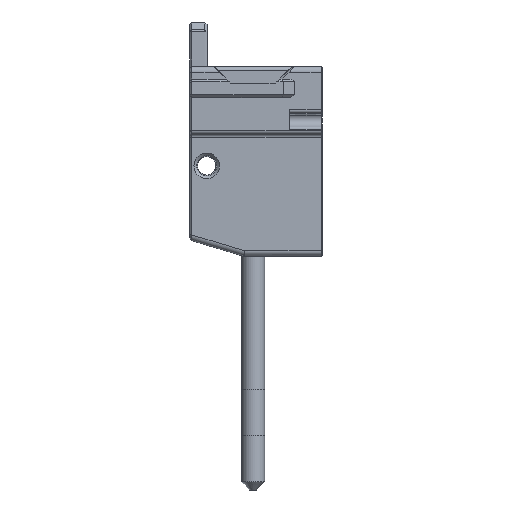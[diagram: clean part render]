
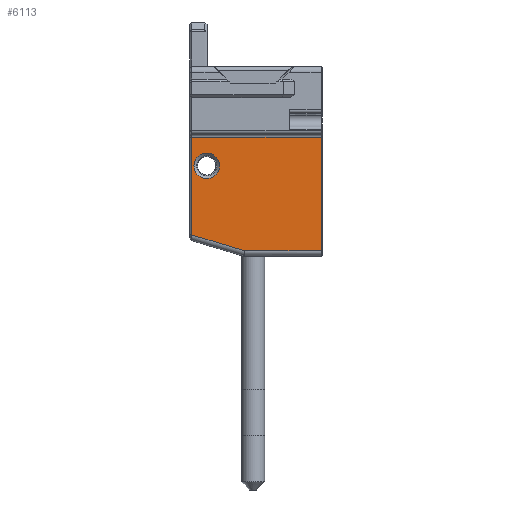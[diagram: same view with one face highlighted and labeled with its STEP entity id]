
A CAD part, left-side view. The second image highlights one B-rep face of the part: STEP entity #6113.
In plain terms, the highlighted planar face has unit normal (-1, 0, 0).
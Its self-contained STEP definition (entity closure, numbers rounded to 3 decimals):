
#218=FACE_BOUND('',#987,.T.);
#272=B_SPLINE_CURVE_WITH_KNOTS('',3,(#9673,#9674,#9675,#9676),
 .UNSPECIFIED.,.F.,.F.,(4,4),(1.456,1.571),
 .UNSPECIFIED.);
#398=PLANE('',#6553);
#603=FACE_OUTER_BOUND('',#986,.T.);
#986=EDGE_LOOP('',(#4491,#4492,#4493,#4494,#4495,#4496));
#987=EDGE_LOOP('',(#4497));
#1375=LINE('',#9201,#1915);
#1431=LINE('',#9665,#1971);
#1432=LINE('',#9669,#1972);
#1433=LINE('',#9671,#1973);
#1434=LINE('',#9677,#1974);
#1915=VECTOR('',#7254,10.);
#1971=VECTOR('',#7384,10.);
#1972=VECTOR('',#7389,10.);
#1973=VECTOR('',#7390,10.);
#1974=VECTOR('',#7391,10.);
#2442=CIRCLE('',#6554,2.35);
#2716=VERTEX_POINT('',#9196);
#2717=VERTEX_POINT('',#9200);
#2759=VERTEX_POINT('',#9664);
#2760=VERTEX_POINT('',#9668);
#2761=VERTEX_POINT('',#9670);
#2762=VERTEX_POINT('',#9672);
#2763=VERTEX_POINT('',#9678);
#3318=EDGE_CURVE('',#2716,#2717,#1375,.T.);
#3400=EDGE_CURVE('',#2759,#2717,#1431,.T.);
#3402=EDGE_CURVE('',#2760,#2716,#1432,.T.);
#3403=EDGE_CURVE('',#2761,#2760,#1433,.T.);
#3404=EDGE_CURVE('',#2762,#2761,#272,.T.);
#3405=EDGE_CURVE('',#2762,#2759,#1434,.T.);
#3406=EDGE_CURVE('',#2763,#2763,#2442,.T.);
#4491=ORIENTED_EDGE('',*,*,#3318,.F.);
#4492=ORIENTED_EDGE('',*,*,#3402,.F.);
#4493=ORIENTED_EDGE('',*,*,#3403,.F.);
#4494=ORIENTED_EDGE('',*,*,#3404,.F.);
#4495=ORIENTED_EDGE('',*,*,#3405,.T.);
#4496=ORIENTED_EDGE('',*,*,#3400,.T.);
#4497=ORIENTED_EDGE('',*,*,#3406,.T.);
#6113=ADVANCED_FACE('',(#603,#218),#398,.T.);
#6553=AXIS2_PLACEMENT_3D('',#9667,#7387,#7388);
#6554=AXIS2_PLACEMENT_3D('',#9679,#7392,#7393);
#7254=DIRECTION('',(0.,0.,-1.));
#7384=DIRECTION('',(0.,-1.,0.));
#7387=DIRECTION('center_axis',(-1.,0.,0.));
#7388=DIRECTION('ref_axis',(0.,0.,-1.));
#7389=DIRECTION('',(0.,-1.,0.));
#7390=DIRECTION('',(0.,0.,1.));
#7391=DIRECTION('',(0.,-0.958,-0.287));
#7392=DIRECTION('center_axis',(1.,0.,0.));
#7393=DIRECTION('ref_axis',(0.,1.,0.));
#9196=CARTESIAN_POINT('',(316.12,-167.696,95.211));
#9200=CARTESIAN_POINT('',(316.12,-167.696,74.323));
#9201=CARTESIAN_POINT('',(316.12,-167.696,90.498));
#9664=CARTESIAN_POINT('',(316.12,-153.612,74.323));
#9665=CARTESIAN_POINT('',(316.12,-155.681,74.323));
#9667=CARTESIAN_POINT('Origin',(316.12,-143.465,86.836));
#9668=CARTESIAN_POINT('',(316.12,-143.865,95.211));
#9669=CARTESIAN_POINT('',(316.12,-149.573,95.211));
#9670=CARTESIAN_POINT('',(316.12,-143.865,77.367));
#9671=CARTESIAN_POINT('',(316.12,-143.865,90.609));
#9672=CARTESIAN_POINT('',(316.12,-143.865,77.247));
#9673=CARTESIAN_POINT('Ctrl Pts',(316.12,-143.865,77.247));
#9674=CARTESIAN_POINT('Ctrl Pts',(316.12,-143.866,77.287));
#9675=CARTESIAN_POINT('Ctrl Pts',(316.12,-143.865,77.327));
#9676=CARTESIAN_POINT('Ctrl Pts',(316.12,-143.865,77.367));
#9677=CARTESIAN_POINT('',(316.12,-156.013,73.603));
#9678=CARTESIAN_POINT('',(316.12,-148.982,89.944));
#9679=CARTESIAN_POINT('Origin',(316.12,-146.632,89.944));
